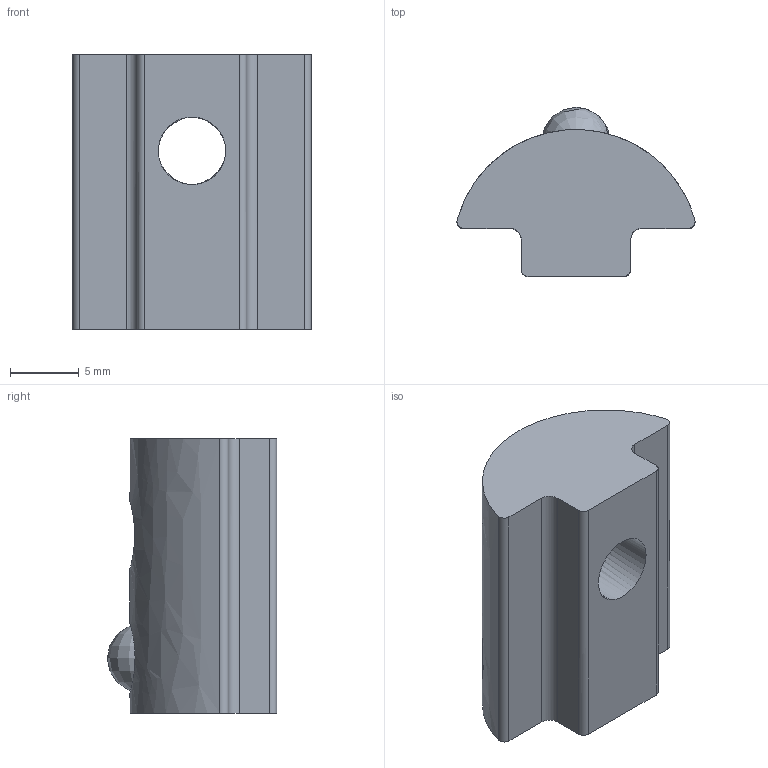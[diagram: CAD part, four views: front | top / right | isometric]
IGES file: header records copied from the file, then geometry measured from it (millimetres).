
Global section: file name: SV2001V_A; native system: Autodesk Inventor 2015; preprocessor: unknown; date: 20151130.112035; units: millimetre
Bounding box: 17.37 x 12.35 x 20 mm (x, y, z)
Volume: 2190.1 mm3; surface area: 1589.5 mm2
Topology: 3 solids, 3 shells, 21 faces, 55 edges, 38 vertices
Faces by surface type: bspline 21
